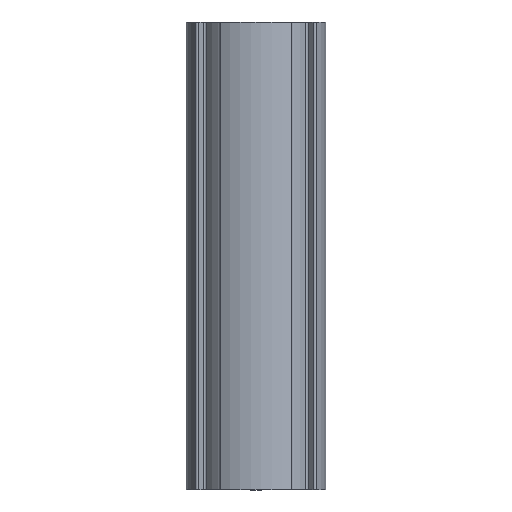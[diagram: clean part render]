
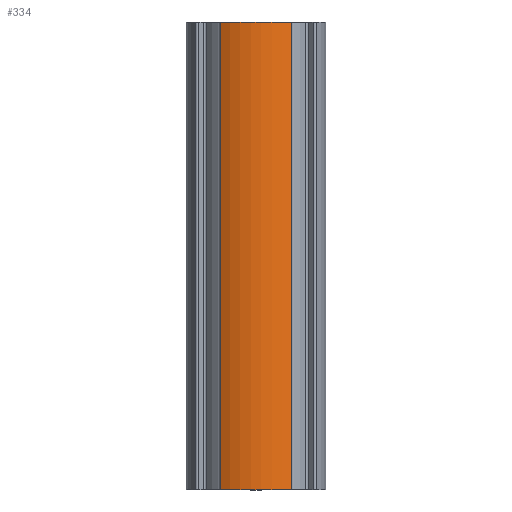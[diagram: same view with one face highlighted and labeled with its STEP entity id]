
A CAD part, top view. The second image highlights one B-rep face of the part: STEP entity #334.
In plain terms, the highlighted cylindrical face has radius 15 mm (diameter 30 mm), a partial arc.
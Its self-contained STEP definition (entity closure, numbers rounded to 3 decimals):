
#334 = ADVANCED_FACE( '', ( #664 ), #665, .T. );
#664 = FACE_OUTER_BOUND( '', #985, .T. );
#665 = CYLINDRICAL_SURFACE( '', #986, 15. );
#985 = EDGE_LOOP( '', ( #2009, #2010, #2011, #2012 ) );
#986 = AXIS2_PLACEMENT_3D( '', #2013, #2014, #2015 );
#2009 = ORIENTED_EDGE( '', *, *, #2410, .F. );
#2010 = ORIENTED_EDGE( '', *, *, #2187, .F. );
#2011 = ORIENTED_EDGE( '', *, *, #2272, .T. );
#2012 = ORIENTED_EDGE( '', *, *, #2298, .T. );
#2013 = CARTESIAN_POINT( '', ( 0., 100., 0. ) );
#2014 = DIRECTION( '', ( 0., 1., 0. ) );
#2015 = DIRECTION( '', ( 0., 0., -1. ) );
#2187 = EDGE_CURVE( '', #2717, #2713, #2719, .T. );
#2272 = EDGE_CURVE( '', #2717, #2850, #2852, .T. );
#2298 = EDGE_CURVE( '', #2850, #2882, #2885, .T. );
#2410 = EDGE_CURVE( '', #2713, #2882, #3024, .T. );
#2713 = VERTEX_POINT( '', #3402 );
#2717 = VERTEX_POINT( '', #3407 );
#2719 = LINE( '', #3409, #3410 );
#2850 = VERTEX_POINT( '', #3567 );
#2852 = CIRCLE( '', #3569, 15. );
#2882 = VERTEX_POINT( '', #3607 );
#2885 = LINE( '', #3610, #3611 );
#3024 = CIRCLE( '', #3790, 15. );
#3402 = CARTESIAN_POINT( '', ( 7.687, 0., 12.881 ) );
#3407 = CARTESIAN_POINT( '', ( 7.687, 100., 12.881 ) );
#3409 = CARTESIAN_POINT( '', ( 7.687, 100., 12.881 ) );
#3410 = VECTOR( '', #4058, 1000. );
#3567 = CARTESIAN_POINT( '', ( -7.687, 100., 12.881 ) );
#3569 = AXIS2_PLACEMENT_3D( '', #4238, #4239, #4240 );
#3607 = CARTESIAN_POINT( '', ( -7.687, 0., 12.881 ) );
#3610 = CARTESIAN_POINT( '', ( -7.687, 100., 12.881 ) );
#3611 = VECTOR( '', #4270, 1000. );
#3790 = AXIS2_PLACEMENT_3D( '', #4410, #4411, #4412 );
#4058 = DIRECTION( '', ( 0., -1., 0. ) );
#4238 = CARTESIAN_POINT( '', ( 0., 100., 0. ) );
#4239 = DIRECTION( '', ( 0., -1., 0. ) );
#4240 = DIRECTION( '', ( 1., 0., 0. ) );
#4270 = DIRECTION( '', ( 0., -1., 0. ) );
#4410 = CARTESIAN_POINT( '', ( 0., 0., 0. ) );
#4411 = DIRECTION( '', ( 0., -1., 0. ) );
#4412 = DIRECTION( '', ( 1., 0., 0. ) );
